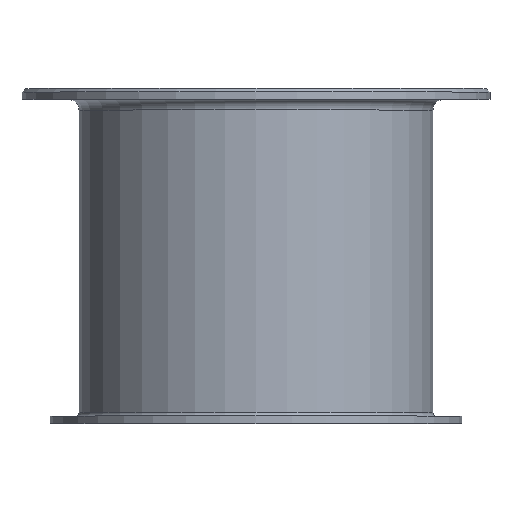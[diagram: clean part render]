
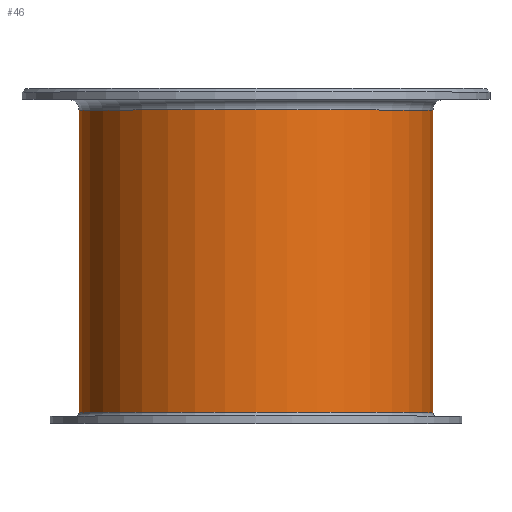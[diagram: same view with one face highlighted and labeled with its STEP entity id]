
A CAD part, top view. The second image highlights one B-rep face of the part: STEP entity #46.
In plain terms, the highlighted cylindrical face has radius 49.15 mm (diameter 98.3 mm), a full revolution.
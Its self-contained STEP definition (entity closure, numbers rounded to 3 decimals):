
#46=ADVANCED_FACE('',(#66,#67),#56,.T.);
#56=CYLINDRICAL_SURFACE('',#180,49.15);
#66=FACE_BOUND('',#90,.T.);
#67=FACE_BOUND('',#91,.T.);
#90=EDGE_LOOP('',(#114));
#91=EDGE_LOOP('',(#115));
#114=ORIENTED_EDGE('',*,*,#149,.T.);
#115=ORIENTED_EDGE('',*,*,#150,.T.);
#137=VERTEX_POINT('',#261);
#138=VERTEX_POINT('',#263);
#149=EDGE_CURVE('',#137,#137,#161,.T.);
#150=EDGE_CURVE('',#138,#138,#162,.T.);
#161=CIRCLE('',#178,49.15);
#162=CIRCLE('',#179,49.15);
#178=AXIS2_PLACEMENT_3D('',#260,#215,#216);
#179=AXIS2_PLACEMENT_3D('',#262,#217,#218);
#180=AXIS2_PLACEMENT_3D('',#264,#219,#220);
#215=DIRECTION('',(0.,1.,0.));
#216=DIRECTION('',(0.,0.,-1.));
#217=DIRECTION('',(0.,-1.,0.));
#218=DIRECTION('',(0.,0.,1.));
#219=DIRECTION('',(0.,-1.,0.));
#220=DIRECTION('',(0.,0.,-1.));
#260=CARTESIAN_POINT('',(0.,3.,0.));
#261=CARTESIAN_POINT('',(0.,3.,-49.15));
#262=CARTESIAN_POINT('',(0.,87.,0.));
#263=CARTESIAN_POINT('',(0.,87.,49.15));
#264=CARTESIAN_POINT('',(0.,0.,0.));
